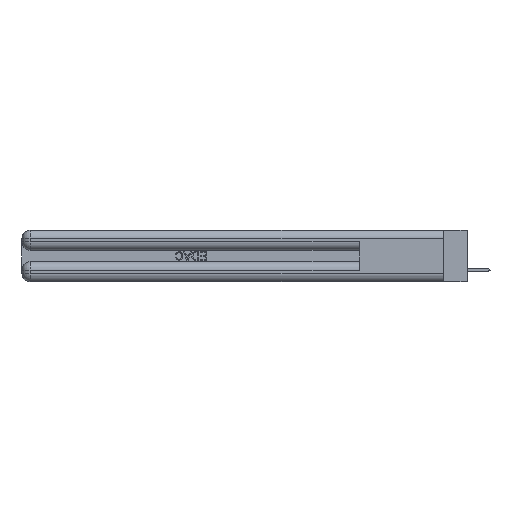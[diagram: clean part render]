
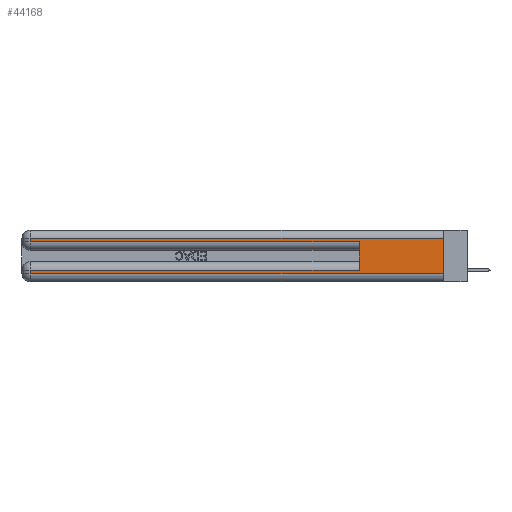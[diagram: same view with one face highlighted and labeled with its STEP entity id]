
A CAD part, left-side view. The second image highlights one B-rep face of the part: STEP entity #44168.
In plain terms, the highlighted planar face has unit normal (-1, 0, 0).
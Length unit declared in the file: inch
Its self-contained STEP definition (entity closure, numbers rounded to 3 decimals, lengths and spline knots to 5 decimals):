
#499 = EDGE_CURVE ( 'NONE', #34150, #40641, #34435, .T. ) ;
#560 = CARTESIAN_POINT ( 'NONE',  ( 0., 0., 0.085 ) ) ;
#1440 = LINE ( 'NONE', #560, #15551 ) ;
#2180 = ORIENTED_EDGE ( 'NONE', *, *, #15137, .T. ) ;
#3812 = CARTESIAN_POINT ( 'NONE',  ( 0., 0., 0.31 ) ) ;
#4209 = ORIENTED_EDGE ( 'NONE', *, *, #499, .T. ) ;
#4454 = VECTOR ( 'NONE', #26638, 39.37008 ) ;
#4926 = DIRECTION ( 'NONE',  ( 0., 0., -1. ) ) ;
#5873 = CARTESIAN_POINT ( 'NONE',  ( 0., 2.94, 0.285 ) ) ;
#7301 = EDGE_CURVE ( 'NONE', #34821, #30435, #38939, .T. ) ;
#9608 = EDGE_CURVE ( 'NONE', #16922, #40641, #33069, .T. ) ;
#9859 = CARTESIAN_POINT ( 'NONE',  ( 0., 0., 0.37 ) ) ;
#10219 = DIRECTION ( 'NONE',  ( 0., 0., -1. ) ) ;
#10463 = CARTESIAN_POINT ( 'NONE',  ( 0., 0., 0.285 ) ) ;
#11345 = CARTESIAN_POINT ( 'NONE',  ( 0., 0.6, 0.285 ) ) ;
#11398 = ORIENTED_EDGE ( 'NONE', *, *, #12513, .F. ) ;
#12437 = CARTESIAN_POINT ( 'NONE',  ( 0., 0., 0.31 ) ) ;
#12513 = EDGE_CURVE ( 'NONE', #25364, #30435, #50575, .T. ) ;
#13912 = ORIENTED_EDGE ( 'NONE', *, *, #9608, .F. ) ;
#14352 = VECTOR ( 'NONE', #10219, 39.37008 ) ;
#15137 = EDGE_CURVE ( 'NONE', #42886, #34821, #48004, .T. ) ;
#15205 = CARTESIAN_POINT ( 'NONE',  ( 0., 0.6, 0.145 ) ) ;
#15551 = VECTOR ( 'NONE', #46921, 39.37008 ) ;
#16382 = DIRECTION ( 'NONE',  ( 0., -1., 0. ) ) ;
#16483 = VECTOR ( 'NONE', #23489, 39.37008 ) ;
#16922 = VERTEX_POINT ( 'NONE', #12437 ) ;
#19845 = DIRECTION ( 'NONE',  ( 0., 0., 1. ) ) ;
#20392 = LINE ( 'NONE', #3812, #4454 ) ;
#20539 = CARTESIAN_POINT ( 'NONE',  ( 0., 2.94, 0.085 ) ) ;
#20769 = VECTOR ( 'NONE', #19845, 39.37008 ) ;
#21471 = PLANE ( 'NONE',  #48295 ) ;
#21973 = CARTESIAN_POINT ( 'NONE',  ( 0., 0., 0.37 ) ) ;
#22136 = CARTESIAN_POINT ( 'NONE',  ( 0., 0.6, 0.085 ) ) ;
#22821 = VECTOR ( 'NONE', #53743, 39.37008 ) ;
#23489 = DIRECTION ( 'NONE',  ( 0., -1., 0. ) ) ;
#24161 = EDGE_CURVE ( 'NONE', #16922, #42886, #20392, .T. ) ;
#24728 = CARTESIAN_POINT ( 'NONE',  ( 0., 0., 0.06 ) ) ;
#25239 = VECTOR ( 'NONE', #32467, 39.37008 ) ;
#25364 = VERTEX_POINT ( 'NONE', #22136 ) ;
#25792 = VECTOR ( 'NONE', #16382, 39.37008 ) ;
#26638 = DIRECTION ( 'NONE',  ( 0., 1., 0. ) ) ;
#30058 = CARTESIAN_POINT ( 'NONE',  ( 0., 0., 0.06 ) ) ;
#30435 = VERTEX_POINT ( 'NONE', #11345 ) ;
#32467 = DIRECTION ( 'NONE',  ( 0., 0., -1. ) ) ;
#32843 = ORIENTED_EDGE ( 'NONE', *, *, #24161, .T. ) ;
#33069 = LINE ( 'NONE', #9859, #14352 ) ;
#33896 = CARTESIAN_POINT ( 'NONE',  ( 0., 2.94, 0.31 ) ) ;
#34150 = VERTEX_POINT ( 'NONE', #46252 ) ;
#34435 = LINE ( 'NONE', #24728, #25792 ) ;
#34444 = DIRECTION ( 'NONE',  ( 1., 0., 0. ) ) ;
#34821 = VERTEX_POINT ( 'NONE', #5873 ) ;
#35732 = ORIENTED_EDGE ( 'NONE', *, *, #7301, .T. ) ;
#35962 = ORIENTED_EDGE ( 'NONE', *, *, #43874, .T. ) ;
#36524 = CARTESIAN_POINT ( 'NONE',  ( 0., 2.94, 0.37 ) ) ;
#38939 = LINE ( 'NONE', #10463, #16483 ) ;
#40419 = EDGE_LOOP ( 'NONE', ( #13912, #32843, #2180, #35732, #11398, #41496, #35962, #4209 ) ) ;
#40641 = VERTEX_POINT ( 'NONE', #30058 ) ;
#41496 = ORIENTED_EDGE ( 'NONE', *, *, #52660, .T. ) ;
#42886 = VERTEX_POINT ( 'NONE', #33896 ) ;
#43874 = EDGE_CURVE ( 'NONE', #52386, #34150, #47654, .T. ) ;
#44168 = ADVANCED_FACE ( 'NONE', ( #49738 ), #21471, .F. ) ;
#45196 = CARTESIAN_POINT ( 'NONE',  ( 0., 2.94, 0.37 ) ) ;
#46252 = CARTESIAN_POINT ( 'NONE',  ( 0., 2.94, 0.06 ) ) ;
#46921 = DIRECTION ( 'NONE',  ( 0., 1., 0. ) ) ;
#47654 = LINE ( 'NONE', #36524, #25239 ) ;
#48004 = LINE ( 'NONE', #45196, #22821 ) ;
#48295 = AXIS2_PLACEMENT_3D ( 'NONE', #21973, #34444, #4926 ) ;
#49738 = FACE_OUTER_BOUND ( 'NONE', #40419, .T. ) ;
#50575 = LINE ( 'NONE', #15205, #20769 ) ;
#52386 = VERTEX_POINT ( 'NONE', #20539 ) ;
#52660 = EDGE_CURVE ( 'NONE', #25364, #52386, #1440, .T. ) ;
#53743 = DIRECTION ( 'NONE',  ( 0., 0., -1. ) ) ;
